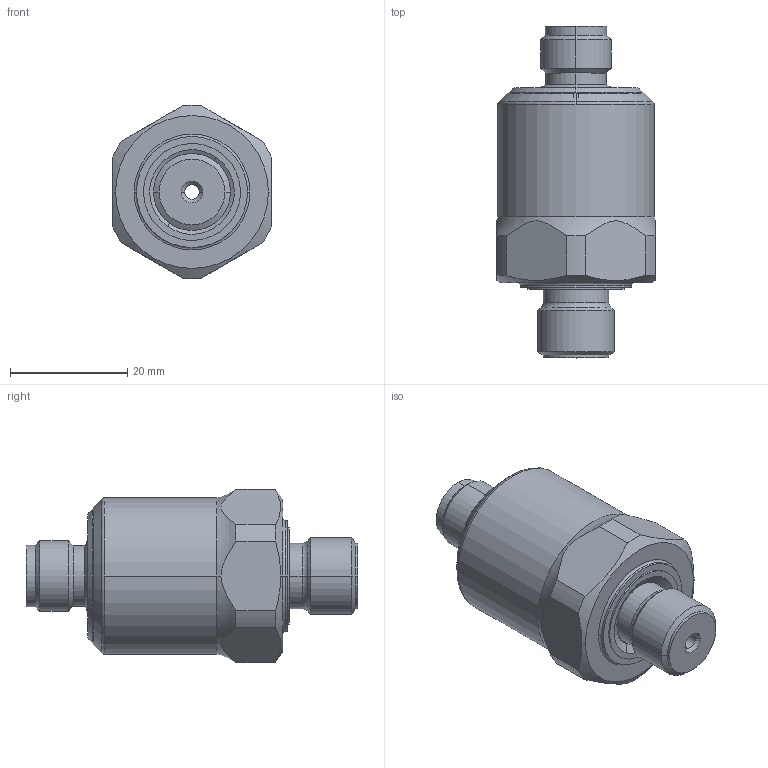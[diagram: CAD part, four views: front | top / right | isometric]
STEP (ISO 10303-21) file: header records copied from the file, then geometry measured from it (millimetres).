
FILE_DESCRIPTION (( 'STEP AP214' ), '1' );
FILE_NAME ('ESP.STEP', '2020-02-12T15:02:01', ( '' ), ( '' ), 'SwSTEP 2.0', 'SolidWorks 2019', '' );
FILE_SCHEMA (( 'AUTOMOTIVE_DESIGN' ));
Length unit declared in the file: millimetre
Products named in the file (1): ESP
Bounding box: 27 x 56.5 x 29.48 mm (x, y, z)
Surface area: 5431.5 mm2 (no closed solid volume)
Topology: 0 solids, 9 shells, 110 faces, 265 edges, 166 vertices
Faces by surface type: cylinder 42, cone 30, plane 28, torus 10
Entity records: 4604 total; most frequent: CARTESIAN_POINT 764, DIRECTION 607, ORIENTED_EDGE 484, EDGE_CURVE 265, AXIS2_PLACEMENT_3D 251, VERTEX_POINT 166, CIRCLE 140, EDGE_LOOP 117
